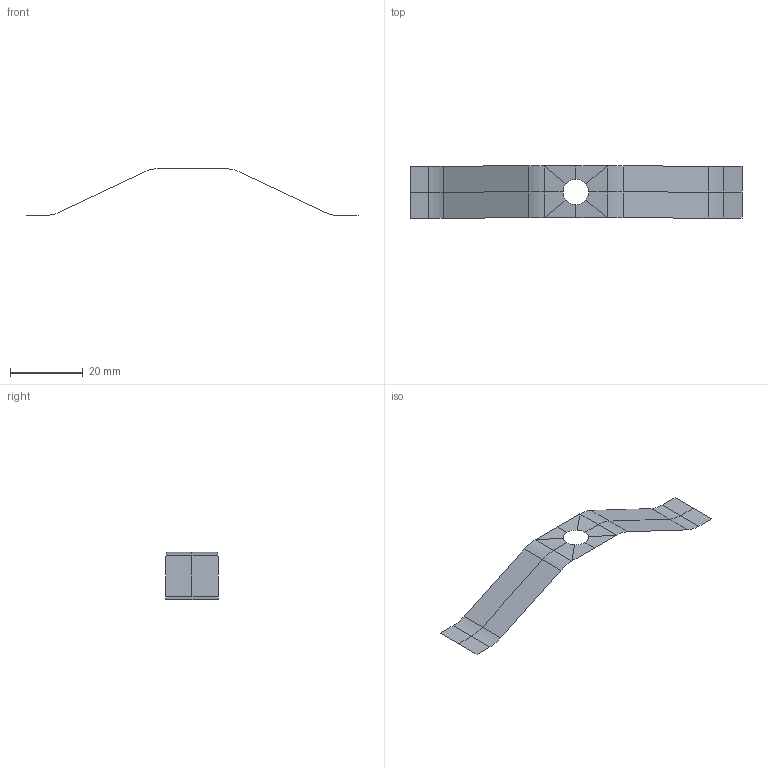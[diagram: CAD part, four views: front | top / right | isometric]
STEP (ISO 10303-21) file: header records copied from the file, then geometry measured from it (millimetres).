
FILE_DESCRIPTION(('Open CASCADE Model'),'2;1');
FILE_NAME('Open CASCADE Shape Model','2021-11-24T17:15:14',('Author'),( 'Open CASCADE'),'Open CASCADE STEP processor 7.5','Open CASCADE 7.5' ,'Unknown');
FILE_SCHEMA(('AUTOMOTIVE_DESIGN { 1 0 10303 214 1 1 1 1 }'));
Length unit declared in the file: metre
Products named in the file (25): Open CASCADE STEP translator 7.5 1; Open CASCADE STEP translator 7.5 1.1; Open CASCADE STEP translator 7.5 1.2; Open CASCADE STEP translator 7.5 1.3; Open CASCADE STEP translator 7.5 1.4; Open CASCADE STEP translator 7.5 1.5; Open CASCADE STEP translator 7.5 1.6; Open CASCADE STEP translator 7.5 1.7; Open CASCADE STEP translator 7.5 1.8; Open CASCADE STEP translator 7.5 1.9; Open CASCADE STEP translator 7.5 1.10; Open CASCADE STEP translator 7.5 1.11; Open CASCADE STEP translator 7.5 1.12; Open CASCADE STEP translator 7.5 1.13; Open CASCADE STEP translator 7.5 1.14; Open CASCADE STEP translator 7.5 1.15; Open CASCADE STEP translator 7.5 1.16; Open CASCADE STEP translator 7.5 1.17; Open CASCADE STEP translator 7.5 1.18; Open CASCADE STEP translator 7.5 1.19; Open CASCADE STEP translator 7.5 1.20; Open CASCADE STEP translator 7.5 1.21; Open CASCADE STEP translator 7.5 1.22; Open CASCADE STEP translator 7.5 1.23; Open CASCADE STEP translator 7.5 1.24
Assembly tree (24 placements, depth 2):
  Open CASCADE STEP translator 7.5 1
    Open CASCADE STEP translator 7.5 1.1
    Open CASCADE STEP translator 7.5 1.2
    Open CASCADE STEP translator 7.5 1.3
    Open CASCADE STEP translator 7.5 1.4
    Open CASCADE STEP translator 7.5 1.5
    Open CASCADE STEP translator 7.5 1.6
    Open CASCADE STEP translator 7.5 1.7
    Open CASCADE STEP translator 7.5 1.8
    Open CASCADE STEP translator 7.5 1.9
    Open CASCADE STEP translator 7.5 1.10
    Open CASCADE STEP translator 7.5 1.11
    Open CASCADE STEP translator 7.5 1.12
    Open CASCADE STEP translator 7.5 1.13
    Open CASCADE STEP translator 7.5 1.14
    Open CASCADE STEP translator 7.5 1.15
    Open CASCADE STEP translator 7.5 1.16
    Open CASCADE STEP translator 7.5 1.17
    Open CASCADE STEP translator 7.5 1.18
    Open CASCADE STEP translator 7.5 1.19
    Open CASCADE STEP translator 7.5 1.20
    Open CASCADE STEP translator 7.5 1.21
    Open CASCADE STEP translator 7.5 1.22
    Open CASCADE STEP translator 7.5 1.23
    Open CASCADE STEP translator 7.5 1.24
Bounding box: 91.39 x 14.32 x 13 mm (x, y, z)
Surface area: 1349.2 mm2 (no closed solid volume)
Topology: 0 solids, 24 shells, 24 faces, 96 edges, 96 vertices
Faces by surface type: plane 16, cylinder 8
Entity records: 1911 total; most frequent: CARTESIAN_POINT 536, DIRECTION 220, ORIENTED_EDGE 96, LINE 82, VECTOR 82, AXIS2_PLACEMENT_3D 69, EDGE_CURVE 64, SURFACE_CURVE 64
